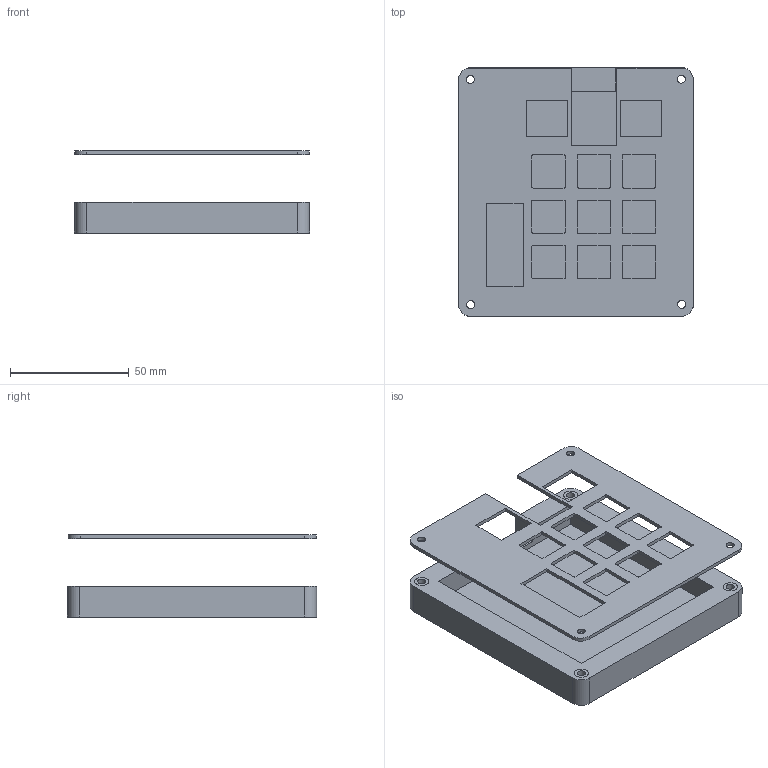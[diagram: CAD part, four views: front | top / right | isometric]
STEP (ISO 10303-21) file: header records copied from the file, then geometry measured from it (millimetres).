
FILE_DESCRIPTION(('HOOPS Exchange Step'),'2;1');
FILE_NAME('temp_export','2025-07-30T16:21:33-07:00',('suspi'),('Shapr3D Limited'),'HOOPS Exchange 2024.8','Shapr3D','Authorized');
FILE_SCHEMA( ('AP242_MANAGED_MODEL_BASED_3D_ENGINEERING_MIM_LF {1 0 10303 442 1 1 4}') );
Length unit declared in the file: millimetre
Products named in the file (3): shapr3d_export_2025-07-30_13h52m.step; shapr3d_export_2025-07-30_13h53m.step; root
Assembly tree (2 placements, depth 2):
  root
    shapr3d_export_2025-07-30_13h52m.step
    shapr3d_export_2025-07-30_13h53m.step
Bounding box: 98.78 x 104.77 x 34.5 mm (x, y, z)
Volume: 75383.1 mm3; surface area: 48347 mm2
Topology: 7 solids, 7 shells, 238 faces, 645 edges, 430 vertices
Faces by surface type: plane 135, cylinder 61, bspline 42
Full cylindrical faces by diameter (mm): 3.4 x8, 6 x8
Entity records: 8534 total; most frequent: CARTESIAN_POINT 2507, ORIENTED_EDGE 1290, DIRECTION 1087, EDGE_CURVE 645, VECTOR 439, LINE 439, VERTEX_POINT 430, AXIS2_PLACEMENT_3D 324
